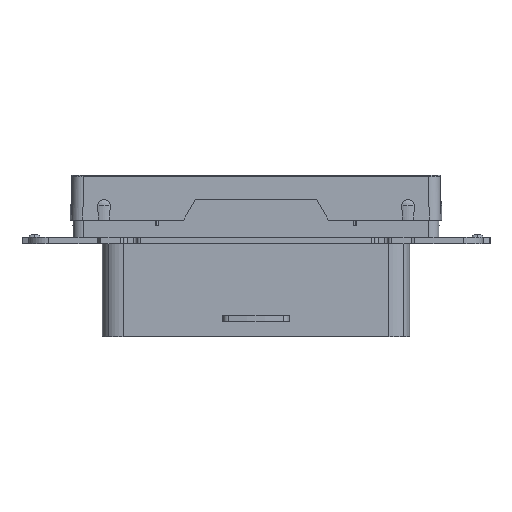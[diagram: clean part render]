
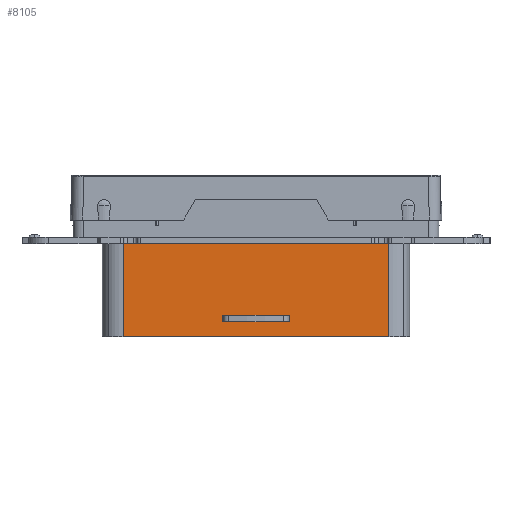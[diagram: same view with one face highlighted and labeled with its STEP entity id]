
A CAD part, left-side view. The second image highlights one B-rep face of the part: STEP entity #8105.
In plain terms, the highlighted planar face has unit normal (-1, 0, 0).
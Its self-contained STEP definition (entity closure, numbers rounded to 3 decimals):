
#14 = ORIENTED_EDGE ( 'NONE', *, *, #10543, .F. ) ;
#532 = CARTESIAN_POINT ( 'NONE',  ( -53.614, 39.4, 12.8 ) ) ;
#858 = CARTESIAN_POINT ( 'NONE',  ( -53.614, 14.288, 1. ) ) ;
#906 = DIRECTION ( 'NONE',  ( 0., -1., 0. ) ) ;
#1225 = EDGE_CURVE ( 'NONE', #3090, #11676, #3022, .T. ) ;
#1256 = CARTESIAN_POINT ( 'NONE',  ( -53.614, 14.288, 12.8 ) ) ;
#1698 = DIRECTION ( 'NONE',  ( 1., 0., 0. ) ) ;
#2118 = CARTESIAN_POINT ( 'NONE',  ( -53.614, 29.4, 12.8 ) ) ;
#2162 = VERTEX_POINT ( 'NONE', #4541 ) ;
#2261 = LINE ( 'NONE', #8903, #4288 ) ;
#2334 = DIRECTION ( 'NONE',  ( 0., -1., 0. ) ) ;
#2335 = CARTESIAN_POINT ( 'NONE',  ( -53.614, -1., 1. ) ) ;
#2455 = DIRECTION ( 'NONE',  ( 0., 0., 1. ) ) ;
#2617 = FACE_OUTER_BOUND ( 'NONE', #9357, .T. ) ;
#3022 = LINE ( 'NONE', #1256, #11141 ) ;
#3066 = LINE ( 'NONE', #4046, #9192 ) ;
#3090 = VERTEX_POINT ( 'NONE', #2118 ) ;
#3534 = DIRECTION ( 'NONE',  ( 0., 0., -1. ) ) ;
#3975 = EDGE_CURVE ( 'NONE', #2162, #4513, #6586, .T. ) ;
#4003 = CARTESIAN_POINT ( 'NONE',  ( -53.614, 54.512, 1. ) ) ;
#4046 = CARTESIAN_POINT ( 'NONE',  ( -53.614, 14.288, 15.075 ) ) ;
#4145 = DIRECTION ( 'NONE',  ( 0., 0., -1. ) ) ;
#4160 = VECTOR ( 'NONE', #3534, 1000. ) ;
#4288 = VECTOR ( 'NONE', #2455, 1000. ) ;
#4391 = PLANE ( 'NONE',  #11292 ) ;
#4513 = VERTEX_POINT ( 'NONE', #4003 ) ;
#4541 = CARTESIAN_POINT ( 'NONE',  ( -53.614, 54.512, 15.075 ) ) ;
#4629 = FACE_BOUND ( 'NONE', #9199, .T. ) ;
#4714 = VECTOR ( 'NONE', #8750, 1000. ) ;
#4750 = VERTEX_POINT ( 'NONE', #7223 ) ;
#4866 = ORIENTED_EDGE ( 'NONE', *, *, #10902, .F. ) ;
#4906 = VECTOR ( 'NONE', #4145, 1000. ) ;
#5038 = CARTESIAN_POINT ( 'NONE',  ( -53.614, 14.288, 11.8 ) ) ;
#5091 = ORIENTED_EDGE ( 'NONE', *, *, #6026, .F. ) ;
#5588 = ORIENTED_EDGE ( 'NONE', *, *, #11854, .F. ) ;
#5919 = ORIENTED_EDGE ( 'NONE', *, *, #7660, .T. ) ;
#6026 = EDGE_CURVE ( 'NONE', #7768, #4513, #7152, .T. ) ;
#6129 = DIRECTION ( 'NONE',  ( 0., 1., 0. ) ) ;
#6586 = LINE ( 'NONE', #8286, #4160 ) ;
#6632 = DIRECTION ( 'NONE',  ( 0., 1., 0. ) ) ;
#6789 = VERTEX_POINT ( 'NONE', #7615 ) ;
#7152 = LINE ( 'NONE', #2335, #10063 ) ;
#7214 = VERTEX_POINT ( 'NONE', #7782 ) ;
#7223 = CARTESIAN_POINT ( 'NONE',  ( -53.614, 14.288, 15.075 ) ) ;
#7615 = CARTESIAN_POINT ( 'NONE',  ( -53.614, 39.4, 11.8 ) ) ;
#7660 = EDGE_CURVE ( 'NONE', #6789, #11676, #2261, .T. ) ;
#7768 = VERTEX_POINT ( 'NONE', #858 ) ;
#7782 = CARTESIAN_POINT ( 'NONE',  ( -53.614, 29.4, 11.8 ) ) ;
#7920 = LINE ( 'NONE', #10769, #4906 ) ;
#8105 = ADVANCED_FACE ( 'NONE', ( #4629, #2617 ), #4391, .F. ) ;
#8266 = DIRECTION ( 'NONE',  ( 0., 0., -1. ) ) ;
#8286 = CARTESIAN_POINT ( 'NONE',  ( -53.614, 54.512, 79.387 ) ) ;
#8750 = DIRECTION ( 'NONE',  ( 0., -1., 0. ) ) ;
#8832 = ORIENTED_EDGE ( 'NONE', *, *, #10039, .T. ) ;
#8903 = CARTESIAN_POINT ( 'NONE',  ( -53.614, 39.4, 79.387 ) ) ;
#9192 = VECTOR ( 'NONE', #2334, 1000. ) ;
#9199 = EDGE_LOOP ( 'NONE', ( #14, #5919, #11647, #8832 ) ) ;
#9237 = CARTESIAN_POINT ( 'NONE',  ( -53.614, 14.288, 79.387 ) ) ;
#9357 = EDGE_LOOP ( 'NONE', ( #10324, #5091, #5588, #4866 ) ) ;
#9981 = CARTESIAN_POINT ( 'NONE',  ( -53.614, 14.288, 79.387 ) ) ;
#10039 = EDGE_CURVE ( 'NONE', #3090, #7214, #7920, .T. ) ;
#10063 = VECTOR ( 'NONE', #6129, 1000. ) ;
#10324 = ORIENTED_EDGE ( 'NONE', *, *, #3975, .T. ) ;
#10543 = EDGE_CURVE ( 'NONE', #6789, #7214, #10575, .T. ) ;
#10575 = LINE ( 'NONE', #5038, #4714 ) ;
#10769 = CARTESIAN_POINT ( 'NONE',  ( -53.614, 29.4, 79.387 ) ) ;
#10873 = LINE ( 'NONE', #9237, #11836 ) ;
#10902 = EDGE_CURVE ( 'NONE', #2162, #4750, #3066, .T. ) ;
#11141 = VECTOR ( 'NONE', #6632, 1000. ) ;
#11292 = AXIS2_PLACEMENT_3D ( 'NONE', #9981, #1698, #906 ) ;
#11647 = ORIENTED_EDGE ( 'NONE', *, *, #1225, .F. ) ;
#11676 = VERTEX_POINT ( 'NONE', #532 ) ;
#11836 = VECTOR ( 'NONE', #8266, 1000. ) ;
#11854 = EDGE_CURVE ( 'NONE', #4750, #7768, #10873, .T. ) ;
